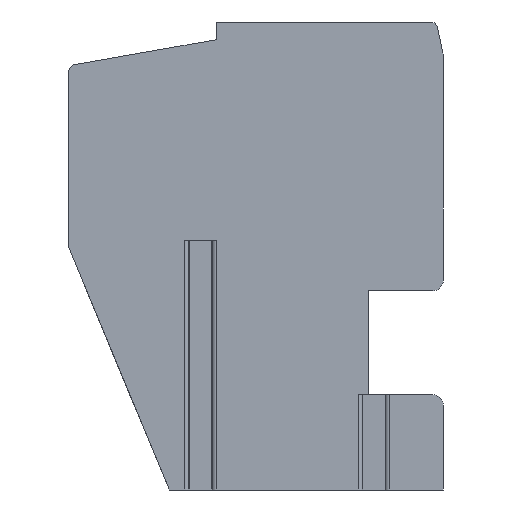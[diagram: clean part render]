
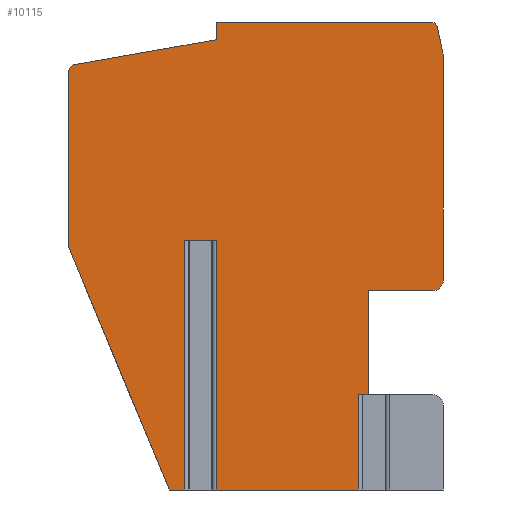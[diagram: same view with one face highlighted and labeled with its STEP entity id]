
A CAD part, left-side view. The second image highlights one B-rep face of the part: STEP entity #10115.
In plain terms, the highlighted planar face has unit normal (-1, 0, 0).
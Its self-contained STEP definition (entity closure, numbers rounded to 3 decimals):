
#18=DIRECTION('',(0.,0.,-1.));
#19=VECTOR('',#18,2.75);
#20=CARTESIAN_POINT('',(0.,-2.949,
-4.));
#21=LINE('',#20,#19);
#22=DIRECTION('',(0.,0.,-1.));
#23=VECTOR('',#22,7.2);
#24=CARTESIAN_POINT('',(0.,1.149,0.45));
#25=LINE('',#24,#23);
#26=DIRECTION('',(0.,1.,0.));
#27=VECTOR('',#26,0.901);
#28=CARTESIAN_POINT('',(0.,1.149,0.45));
#29=LINE('',#28,#27);
#30=DIRECTION('',(0.,0.,-1.));
#31=VECTOR('',#30,7.2);
#32=CARTESIAN_POINT('',(0.,2.05,0.45));
#33=LINE('',#32,#31);
#34=DIRECTION('',(0.,-0.383,-0.924));
#35=VECTOR('',#34,7.577);
#36=CARTESIAN_POINT('',(0.,5.4,0.25));
#37=LINE('',#36,#35);
#38=DIRECTION('',(0.,0.,1.));
#39=VECTOR('',#38,5.072);
#40=CARTESIAN_POINT('',(0.,5.4,0.25));
#41=LINE('',#40,#39);
#42=CARTESIAN_POINT('',(0.,5.2,5.322));
#43=DIRECTION('',(1.,0.,0.));
#44=DIRECTION('',(0.,1.,0.));
#45=AXIS2_PLACEMENT_3D('',#42,#43,#44);
#47=DIRECTION('',(0.,-0.985,0.174));
#48=VECTOR('',#47,4.148);
#49=CARTESIAN_POINT('',(0.,5.235,5.519));
#50=LINE('',#49,#48);
#51=DIRECTION('',(0.,0.,1.));
#52=VECTOR('',#51,0.511);
#53=CARTESIAN_POINT('',(0.,1.15,6.239));
#54=LINE('',#53,#52);
#55=DIRECTION('',(0.,-1.,0.));
#56=VECTOR('',#55,6.188);
#57=CARTESIAN_POINT('',(0.,1.15,6.75));
#58=LINE('',#57,#56);
#59=CARTESIAN_POINT('',(0.,-5.038,6.55));
#60=DIRECTION('',(1.,0.,0.));
#61=DIRECTION('',(0.,0.,1.));
#62=AXIS2_PLACEMENT_3D('',#59,#60,#61);
#64=DIRECTION('',(0.,-0.208,-0.978));
#65=VECTOR('',#64,0.747);
#66=CARTESIAN_POINT('',(0.,-5.234,6.592));
#67=LINE('',#66,#65);
#68=CARTESIAN_POINT('',(0.,-4.9,5.757));
#69=DIRECTION('',(1.,0.,0.));
#70=DIRECTION('',(0.,-0.978,0.208));
#71=AXIS2_PLACEMENT_3D('',#68,#69,#70);
#73=DIRECTION('',(0.,0.,-1.));
#74=VECTOR('',#73,6.457);
#75=CARTESIAN_POINT('',(0.,-5.4,5.757));
#76=LINE('',#75,#74);
#77=CARTESIAN_POINT('',(0.,-5.1,-0.7));
#78=DIRECTION('',(1.,0.,0.));
#79=DIRECTION('',(0.,-1.,0.));
#80=AXIS2_PLACEMENT_3D('',#77,#78,#79);
#82=DIRECTION('',(0.,1.,0.));
#83=VECTOR('',#82,1.85);
#84=CARTESIAN_POINT('',(0.,-5.1,-1.));
#85=LINE('',#84,#83);
#86=DIRECTION('',(0.,0.,-1.));
#87=VECTOR('',#86,3.);
#88=CARTESIAN_POINT('',(0.,-3.25,-1.));
#89=LINE('',#88,#87);
#90=DIRECTION('',(0.,-1.,0.));
#91=VECTOR('',#90,0.301);
#92=CARTESIAN_POINT('',(0.,-2.949,
-4.));
#93=LINE('',#92,#91);
#299=DIRECTION('',(0.,-1.,0.));
#300=VECTOR('',#299,0.45);
#301=CARTESIAN_POINT('',(0.,2.5,-6.75));
#302=LINE('',#301,#300);
#335=DIRECTION('',(0.,-1.,0.));
#336=VECTOR('',#335,4.099);
#337=CARTESIAN_POINT('',(0.,1.149,
-6.75));
#338=LINE('',#337,#336);
#7783=CARTESIAN_POINT('',(0.,5.4,5.322));
#7784=CARTESIAN_POINT('',(0.,5.235,5.519));
#7785=VERTEX_POINT('',#7783);
#7786=VERTEX_POINT('',#7784);
#7787=CARTESIAN_POINT('',(0.,1.15,6.239));
#7788=VERTEX_POINT('',#7787);
#7789=CARTESIAN_POINT('',(0.,1.15,6.75));
#7790=VERTEX_POINT('',#7789);
#7791=CARTESIAN_POINT('',(0.,-5.038,6.75));
#7792=VERTEX_POINT('',#7791);
#7793=CARTESIAN_POINT('',(0.,-5.234,6.592));
#7794=VERTEX_POINT('',#7793);
#7795=CARTESIAN_POINT('',(0.,-5.389,5.86));
#7796=VERTEX_POINT('',#7795);
#7797=CARTESIAN_POINT('',(0.,-5.4,5.757));
#7798=VERTEX_POINT('',#7797);
#7799=CARTESIAN_POINT('',(0.,-5.4,-0.7));
#7800=VERTEX_POINT('',#7799);
#7801=CARTESIAN_POINT('',(0.,-5.1,-1.));
#7802=VERTEX_POINT('',#7801);
#7803=CARTESIAN_POINT('',(0.,-3.25,-1.));
#7804=VERTEX_POINT('',#7803);
#8945=CARTESIAN_POINT('',(0.,5.4,0.25));
#8946=VERTEX_POINT('',#8945);
#8977=CARTESIAN_POINT('',(0.,1.149,
0.45));
#8978=CARTESIAN_POINT('',(0.,2.05,
0.45));
#8979=VERTEX_POINT('',#8977);
#8980=VERTEX_POINT('',#8978);
#8981=CARTESIAN_POINT('',(0.,1.149,
-6.75));
#8982=VERTEX_POINT('',#8981);
#8983=CARTESIAN_POINT('',(0.,2.05,
-6.75));
#8984=VERTEX_POINT('',#8983);
#8997=CARTESIAN_POINT('',(0.,2.5,-6.75));
#8998=VERTEX_POINT('',#8997);
#9009=CARTESIAN_POINT('',(0.,-2.949,
-4.));
#9010=CARTESIAN_POINT('',(0.,-2.949,
-6.75));
#9011=VERTEX_POINT('',#9009);
#9012=VERTEX_POINT('',#9010);
#9013=CARTESIAN_POINT('',(0.,-3.25,-4.));
#9014=VERTEX_POINT('',#9013);
#10068=CARTESIAN_POINT('',(0.,0.,0.));
#10069=DIRECTION('',(1.,0.,0.));
#10070=DIRECTION('',(0.,0.,-1.));
#10071=AXIS2_PLACEMENT_3D('',#10068,#10069,#10070);
#10072=PLANE('',#10071);
#10074=ORIENTED_EDGE('',*,*,#10073,.T.);
#10076=ORIENTED_EDGE('',*,*,#10075,.F.);
#10078=ORIENTED_EDGE('',*,*,#10077,.F.);
#10080=ORIENTED_EDGE('',*,*,#10079,.T.);
#10082=ORIENTED_EDGE('',*,*,#10081,.T.);
#10084=ORIENTED_EDGE('',*,*,#10083,.F.);
#10086=ORIENTED_EDGE('',*,*,#10085,.F.);
#10088=ORIENTED_EDGE('',*,*,#10087,.T.);
#10090=ORIENTED_EDGE('',*,*,#10089,.T.);
#10092=ORIENTED_EDGE('',*,*,#10091,.T.);
#10094=ORIENTED_EDGE('',*,*,#10093,.T.);
#10096=ORIENTED_EDGE('',*,*,#10095,.T.);
#10098=ORIENTED_EDGE('',*,*,#10097,.T.);
#10100=ORIENTED_EDGE('',*,*,#10099,.T.);
#10102=ORIENTED_EDGE('',*,*,#10101,.T.);
#10104=ORIENTED_EDGE('',*,*,#10103,.T.);
#10106=ORIENTED_EDGE('',*,*,#10105,.T.);
#10108=ORIENTED_EDGE('',*,*,#10107,.T.);
#10110=ORIENTED_EDGE('',*,*,#10109,.T.);
#10112=ORIENTED_EDGE('',*,*,#10111,.F.);
#10113=EDGE_LOOP('',(#10074,#10076,#10078,#10080,#10082,#10084,#10086,#10088,
#10090,#10092,#10094,#10096,#10098,#10100,#10102,#10104,#10106,#10108,#10110,
#10112));
#10114=FACE_OUTER_BOUND('',#10113,.F.);
#10115=ADVANCED_FACE('',(#10114),#10072,.F.);
#46=CIRCLE('',#45,0.2);
#63=CIRCLE('',#62,0.2);
#72=CIRCLE('',#71,0.5);
#81=CIRCLE('',#80,0.3);
#10073=EDGE_CURVE('',#9011,#9012,#21,.T.);
#10075=EDGE_CURVE('',#8982,#9012,#338,.T.);
#10077=EDGE_CURVE('',#8979,#8982,#25,.T.);
#10079=EDGE_CURVE('',#8979,#8980,#29,.T.);
#10081=EDGE_CURVE('',#8980,#8984,#33,.T.);
#10083=EDGE_CURVE('',#8998,#8984,#302,.T.);
#10085=EDGE_CURVE('',#8946,#8998,#37,.T.);
#10087=EDGE_CURVE('',#8946,#7785,#41,.T.);
#10089=EDGE_CURVE('',#7785,#7786,#46,.T.);
#10091=EDGE_CURVE('',#7786,#7788,#50,.T.);
#10093=EDGE_CURVE('',#7788,#7790,#54,.T.);
#10095=EDGE_CURVE('',#7790,#7792,#58,.T.);
#10097=EDGE_CURVE('',#7792,#7794,#63,.T.);
#10099=EDGE_CURVE('',#7794,#7796,#67,.T.);
#10101=EDGE_CURVE('',#7796,#7798,#72,.T.);
#10103=EDGE_CURVE('',#7798,#7800,#76,.T.);
#10105=EDGE_CURVE('',#7800,#7802,#81,.T.);
#10107=EDGE_CURVE('',#7802,#7804,#85,.T.);
#10109=EDGE_CURVE('',#7804,#9014,#89,.T.);
#10111=EDGE_CURVE('',#9011,#9014,#93,.T.);
